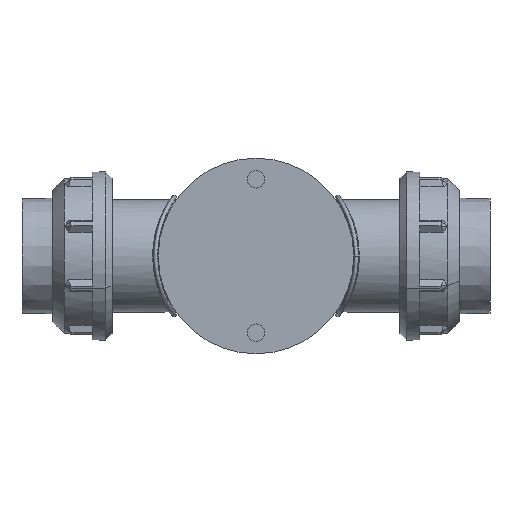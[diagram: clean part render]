
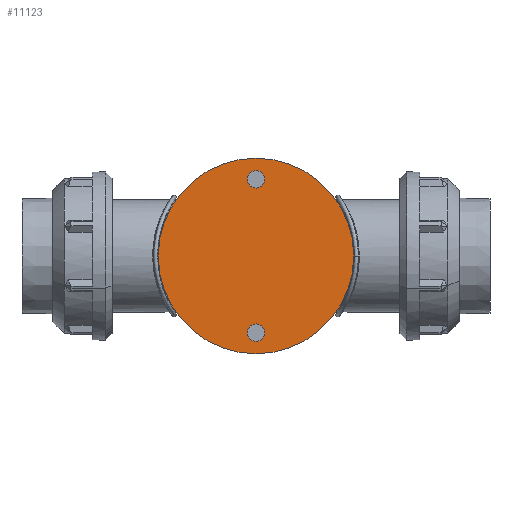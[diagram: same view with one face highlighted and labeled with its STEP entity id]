
A CAD part, front view. The second image highlights one B-rep face of the part: STEP entity #11123.
In plain terms, the highlighted planar face has unit normal (0, -1, 0).
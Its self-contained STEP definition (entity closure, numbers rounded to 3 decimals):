
#582 = CARTESIAN_POINT ( 'NONE',  ( 0., -55.925, -34.873 ) ) ;
#650 = EDGE_LOOP ( 'NONE', ( #6045 ) ) ;
#789 = DIRECTION ( 'NONE',  ( 0., 1., 0. ) ) ;
#1209 = DIRECTION ( 'NONE',  ( 0., 0., 1. ) ) ;
#1765 = DIRECTION ( 'NONE',  ( 0., 0., -1. ) ) ;
#2576 = DIRECTION ( 'NONE',  ( 0., -1., 0. ) ) ;
#2917 = CARTESIAN_POINT ( 'NONE',  ( 0., -55.925, 44.5 ) ) ;
#2925 = DIRECTION ( 'NONE',  ( 0., -1., 0. ) ) ;
#2997 = DIRECTION ( 'NONE',  ( 0., 0., -1. ) ) ;
#3171 = AXIS2_PLACEMENT_3D ( 'NONE', #582, #2925, #2997 ) ;
#3525 = ORIENTED_EDGE ( 'NONE', *, *, #6833, .F. ) ;
#3720 = CARTESIAN_POINT ( 'NONE',  ( 0., -55.925, 34.873 ) ) ;
#3999 = DIRECTION ( 'NONE',  ( 0., 0., 1. ) ) ;
#4241 = CIRCLE ( 'NONE', #12739, 44.5 ) ;
#4286 = PLANE ( 'NONE',  #11814 ) ;
#4356 = FACE_BOUND ( 'NONE', #650, .T. ) ;
#6045 = ORIENTED_EDGE ( 'NONE', *, *, #14156, .F. ) ;
#6389 = CARTESIAN_POINT ( 'NONE',  ( 0., -55.925, 30.904 ) ) ;
#6833 = EDGE_CURVE ( 'NONE', #10686, #10686, #8736, .T. ) ;
#7609 = FACE_OUTER_BOUND ( 'NONE', #10007, .T. ) ;
#7680 = FACE_BOUND ( 'NONE', #13851, .T. ) ;
#8456 = VERTEX_POINT ( 'NONE', #2917 ) ;
#8736 = CIRCLE ( 'NONE', #3171, 3.969 ) ;
#9644 = EDGE_CURVE ( 'NONE', #8456, #8456, #4241, .T. ) ;
#9752 = CARTESIAN_POINT ( 'NONE',  ( 0., -55.925, -38.842 ) ) ;
#10007 = EDGE_LOOP ( 'NONE', ( #13531 ) ) ;
#10686 = VERTEX_POINT ( 'NONE', #9752 ) ;
#11123 = ADVANCED_FACE ( 'NONE', ( #7680, #4356, #7609 ), #4286, .F. ) ;
#11814 = AXIS2_PLACEMENT_3D ( 'NONE', #12132, #11987, #1209 ) ;
#11987 = DIRECTION ( 'NONE',  ( 0., 1., 0. ) ) ;
#12132 = CARTESIAN_POINT ( 'NONE',  ( 0., -55.925, 0. ) ) ;
#12339 = AXIS2_PLACEMENT_3D ( 'NONE', #3720, #2576, #1765 ) ;
#12555 = CIRCLE ( 'NONE', #12339, 3.969 ) ;
#12739 = AXIS2_PLACEMENT_3D ( 'NONE', #13775, #789, #3999 ) ;
#13061 = VERTEX_POINT ( 'NONE', #6389 ) ;
#13531 = ORIENTED_EDGE ( 'NONE', *, *, #9644, .F. ) ;
#13775 = CARTESIAN_POINT ( 'NONE',  ( 0., -55.925, 0. ) ) ;
#13851 = EDGE_LOOP ( 'NONE', ( #3525 ) ) ;
#14156 = EDGE_CURVE ( 'NONE', #13061, #13061, #12555, .T. ) ;
